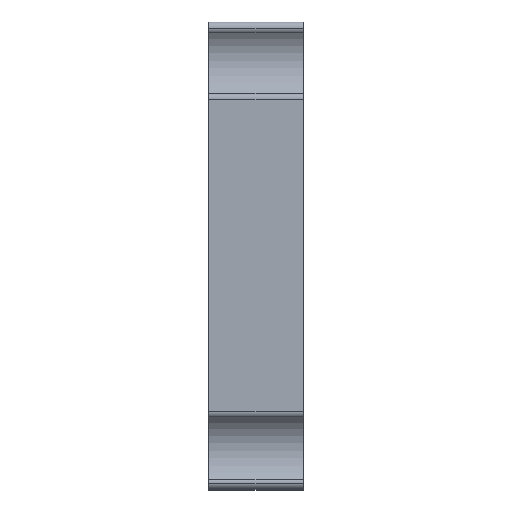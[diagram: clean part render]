
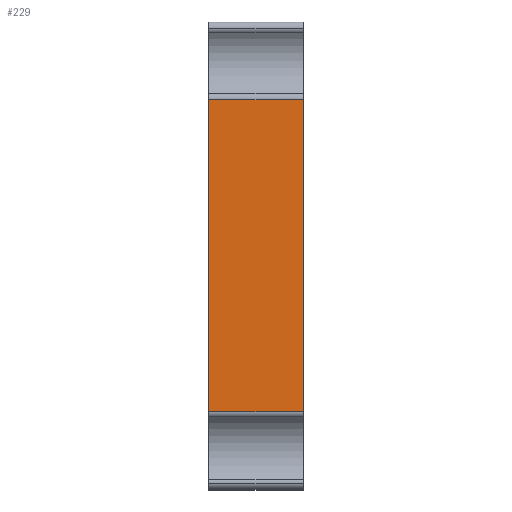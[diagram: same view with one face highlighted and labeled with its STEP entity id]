
A CAD part, top view. The second image highlights one B-rep face of the part: STEP entity #229.
In plain terms, the highlighted planar face has unit normal (0, 0, 1).
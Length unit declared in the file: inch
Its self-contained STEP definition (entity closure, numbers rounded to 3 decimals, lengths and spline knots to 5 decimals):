
#7 = EDGE_CURVE ( 'NONE', #737, #950, #298, .T. ) ;
#71 = DIRECTION ( 'NONE',  ( 0., -1., 0. ) ) ;
#123 = EDGE_CURVE ( 'NONE', #218, #201, #766, .T. ) ;
#201 = VERTEX_POINT ( 'NONE', #1243 ) ;
#211 = CARTESIAN_POINT ( 'NONE',  ( 0., -0.73846, 1.106 ) ) ;
#218 = VERTEX_POINT ( 'NONE', #516 ) ;
#229 = ADVANCED_FACE ( 'NONE', ( #1233 ), #245, .F. ) ;
#245 = PLANE ( 'NONE',  #580 ) ;
#273 = CARTESIAN_POINT ( 'NONE',  ( 0.447, -1.106, 1.106 ) ) ;
#298 = LINE ( 'NONE', #1205, #1005 ) ;
#401 = ORIENTED_EDGE ( 'NONE', *, *, #7, .T. ) ;
#414 = CARTESIAN_POINT ( 'NONE',  ( 0.447, -1.106, 1.106 ) ) ;
#516 = CARTESIAN_POINT ( 'NONE',  ( 0.447, 0.73846, 1.106 ) ) ;
#580 = AXIS2_PLACEMENT_3D ( 'NONE', #414, #740, #1140 ) ;
#585 = DIRECTION ( 'NONE',  ( -1., 0., 0. ) ) ;
#586 = VECTOR ( 'NONE', #1019, 39.37008 ) ;
#602 = CARTESIAN_POINT ( 'NONE',  ( 0., 0.73846, 1.106 ) ) ;
#683 = LINE ( 'NONE', #1085, #1215 ) ;
#696 = DIRECTION ( 'NONE',  ( 0., -1., 0. ) ) ;
#714 = EDGE_LOOP ( 'NONE', ( #961, #728, #401, #1060 ) ) ;
#728 = ORIENTED_EDGE ( 'NONE', *, *, #986, .T. ) ;
#729 = LINE ( 'NONE', #920, #586 ) ;
#737 = VERTEX_POINT ( 'NONE', #602 ) ;
#740 = DIRECTION ( 'NONE',  ( 0., 0., -1. ) ) ;
#766 = LINE ( 'NONE', #273, #1189 ) ;
#777 = EDGE_CURVE ( 'NONE', #950, #201, #729, .T. ) ;
#920 = CARTESIAN_POINT ( 'NONE',  ( 0.447, -0.73846, 1.106 ) ) ;
#950 = VERTEX_POINT ( 'NONE', #211 ) ;
#961 = ORIENTED_EDGE ( 'NONE', *, *, #123, .F. ) ;
#986 = EDGE_CURVE ( 'NONE', #218, #737, #683, .T. ) ;
#1005 = VECTOR ( 'NONE', #696, 39.37008 ) ;
#1019 = DIRECTION ( 'NONE',  ( 1., 0., 0. ) ) ;
#1060 = ORIENTED_EDGE ( 'NONE', *, *, #777, .T. ) ;
#1085 = CARTESIAN_POINT ( 'NONE',  ( 0.447, 0.73846, 1.106 ) ) ;
#1140 = DIRECTION ( 'NONE',  ( -1., 0., 0. ) ) ;
#1189 = VECTOR ( 'NONE', #71, 39.37008 ) ;
#1205 = CARTESIAN_POINT ( 'NONE',  ( 0., -1.106, 1.106 ) ) ;
#1215 = VECTOR ( 'NONE', #585, 39.37008 ) ;
#1233 = FACE_OUTER_BOUND ( 'NONE', #714, .T. ) ;
#1243 = CARTESIAN_POINT ( 'NONE',  ( 0.447, -0.73846, 1.106 ) ) ;
